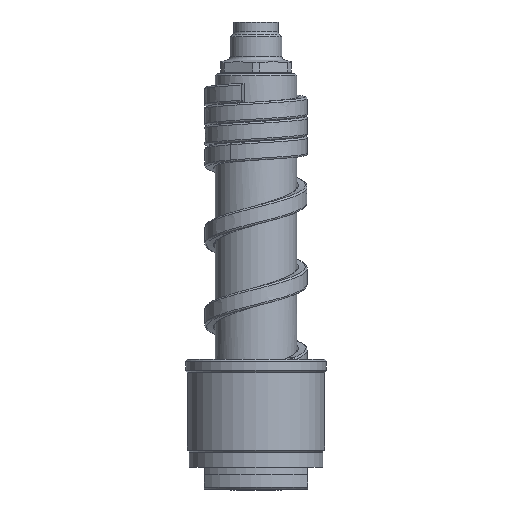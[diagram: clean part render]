
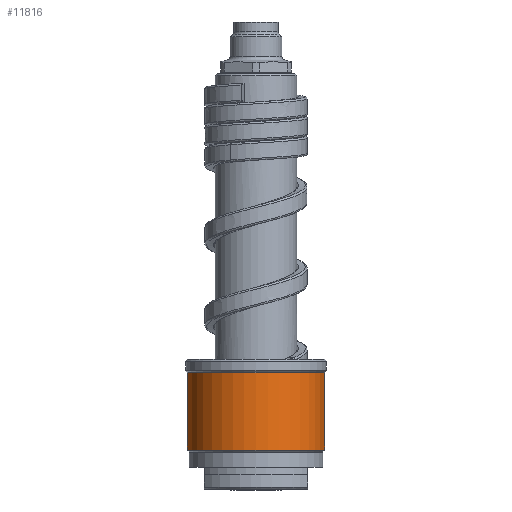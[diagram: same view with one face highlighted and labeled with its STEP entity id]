
A CAD part, front view. The second image highlights one B-rep face of the part: STEP entity #11816.
In plain terms, the highlighted cylindrical face has radius 18.5 mm (diameter 37 mm), a partial arc.
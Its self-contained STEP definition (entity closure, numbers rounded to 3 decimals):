
#3589=CARTESIAN_POINT('',(0.,0.,10.583));
#3590=DIRECTION('',(0.,0.,1.));
#3591=DIRECTION('',(-1.,0.,0.));
#3592=AXIS2_PLACEMENT_3D('',#3589,#3590,#3591);
#3594=DIRECTION('',(0.,0.,-1.));
#3595=VECTOR('',#3594,20.834);
#3596=CARTESIAN_POINT('',(-18.5,0.,31.417));
#3597=LINE('',#3596,#3595);
#3598=CARTESIAN_POINT('',(0.,0.,31.417));
#3599=DIRECTION('',(0.,0.,1.));
#3600=DIRECTION('',(-1.,0.,0.));
#3601=AXIS2_PLACEMENT_3D('',#3598,#3599,#3600);
#3603=DIRECTION('',(0.,0.,-1.));
#3604=VECTOR('',#3603,20.834);
#3605=CARTESIAN_POINT('',(18.5,0.,31.417));
#3606=LINE('',#3605,#3604);
#6469=CARTESIAN_POINT('',(18.5,0.,31.417));
#6470=CARTESIAN_POINT('',(-18.5,0.,31.417));
#6471=VERTEX_POINT('',#6469);
#6472=VERTEX_POINT('',#6470);
#6495=CARTESIAN_POINT('',(18.5,0.,10.583));
#6496=VERTEX_POINT('',#6495);
#6497=CARTESIAN_POINT('',(-18.5,0.,10.583));
#6498=VERTEX_POINT('',#6497);
#11804=CARTESIAN_POINT('',(0.,0.,8.75));
#11805=DIRECTION('',(0.,0.,1.));
#11806=DIRECTION('',(-1.,0.,0.));
#11807=AXIS2_PLACEMENT_3D('',#11804,#11805,#11806);
#11808=CYLINDRICAL_SURFACE('',#11807,18.5);
#11809=ORIENTED_EDGE('',*,*,#9799,.F.);
#11810=ORIENTED_EDGE('',*,*,#9780,.F.);
#11812=ORIENTED_EDGE('',*,*,#11811,.T.);
#11813=ORIENTED_EDGE('',*,*,#9776,.T.);
#11814=EDGE_LOOP('',(#11809,#11810,#11812,#11813));
#11815=FACE_OUTER_BOUND('',#11814,.F.);
#3593=CIRCLE('',#3592,18.5);
#3602=CIRCLE('',#3601,18.5);
#9776=EDGE_CURVE('',#6471,#6496,#3606,.T.);
#9780=EDGE_CURVE('',#6472,#6498,#3597,.T.);
#9799=EDGE_CURVE('',#6498,#6496,#3593,.T.);
#11811=EDGE_CURVE('',#6472,#6471,#3602,.T.);
#11816=ADVANCED_FACE('',(#11815),#11808,.T.);
